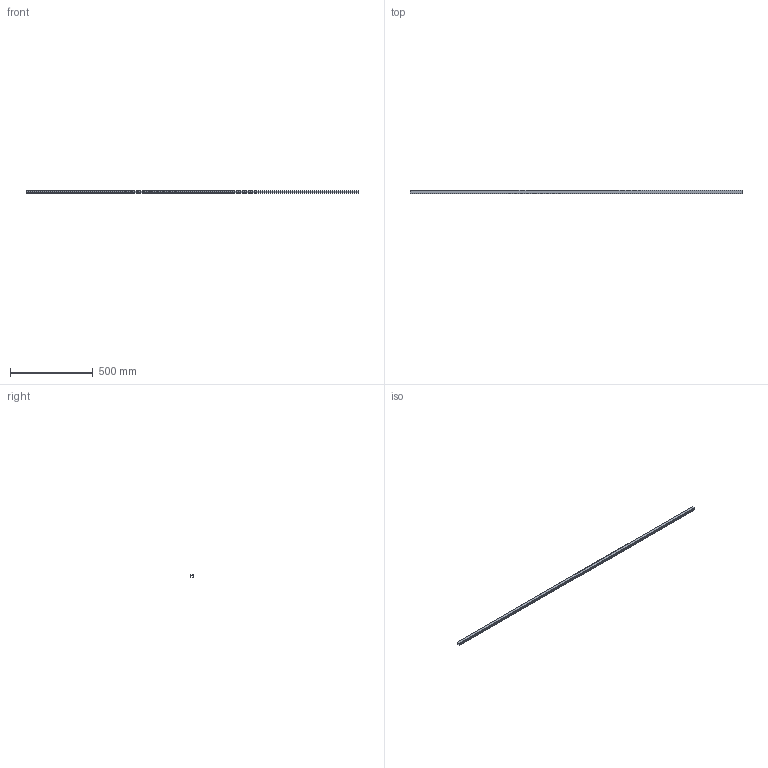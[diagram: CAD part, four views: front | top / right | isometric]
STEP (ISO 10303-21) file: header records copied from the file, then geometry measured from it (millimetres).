
FILE_DESCRIPTION (( 'STEP AP214' ), '1' );
FILE_NAME ('6178001.stp', '2016-08-02T14:36:39', ( '' ), ( '' ), 'SwSTEP 2.0', 'SolidWorks 2014', '' );
FILE_SCHEMA (( 'AUTOMOTIVE_DESIGN' ));
Length unit declared in the file: millimetre
Products named in the file (3): 6178001; LK4_15_OT_5; LK4_15015_UT
Assembly tree (2 placements, depth 2):
  6178001
    LK4_15_OT_5
    LK4_15015_UT
Bounding box: 2000 x 20 x 17 mm (x, y, z)
Volume: 140999.8 mm3; surface area: 295172.7 mm2
Topology: 2 solids, 2 shells, 46 faces, 126 edges, 84 vertices
Faces by surface type: plane 26, cylinder 20
Entity records: 2042 total; most frequent: DIRECTION 268, CARTESIAN_POINT 261, ORIENTED_EDGE 252, EDGE_CURVE 126, AXIS2_PLACEMENT_3D 91, LINE 86, VECTOR 86, VERTEX_POINT 84
